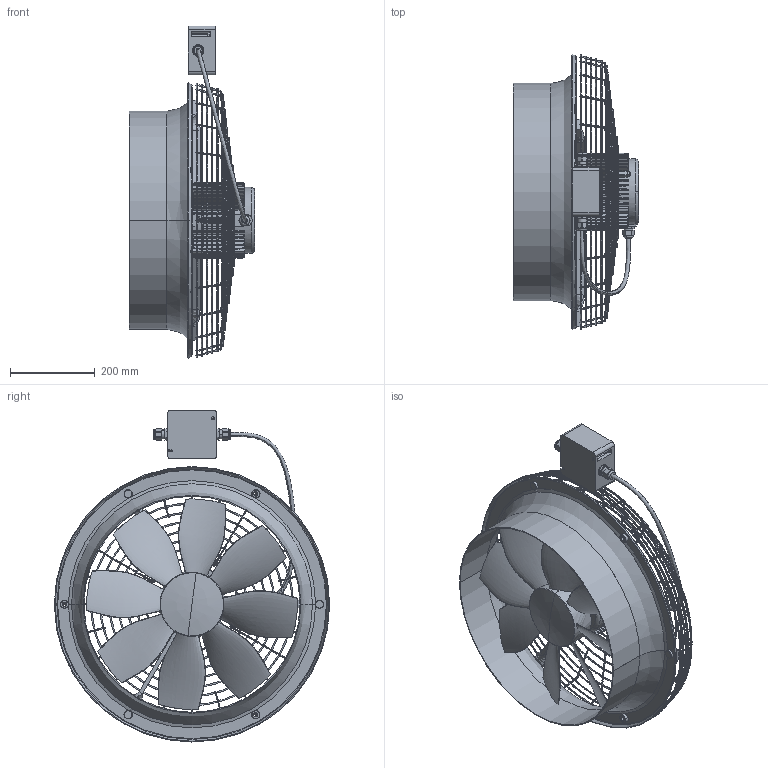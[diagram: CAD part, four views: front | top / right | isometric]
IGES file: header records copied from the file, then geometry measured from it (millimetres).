
Start section: Elysium IGES Interface
Global section: file name: 84H0094.0129_DZS_50_4_B_Ex_e.igs; native system: PTC Creo Elements/Direct Modeling 19.0C  15-Aug-2015; preprocessor: Creo Element/Direct IGES_3D V2.2; author: Unknown; organization: Unknown; date: 20221130.090413; units: millimetre
Bounding box: 295 x 650 x 783.51 mm (x, y, z)
Volume: 6956046.7 mm3; surface area: 1687791.6 mm2
Topology: 12 solids, 13 shells, 1887 faces, 5239 edges, 3261 vertices
Faces by surface type: bspline 1887
